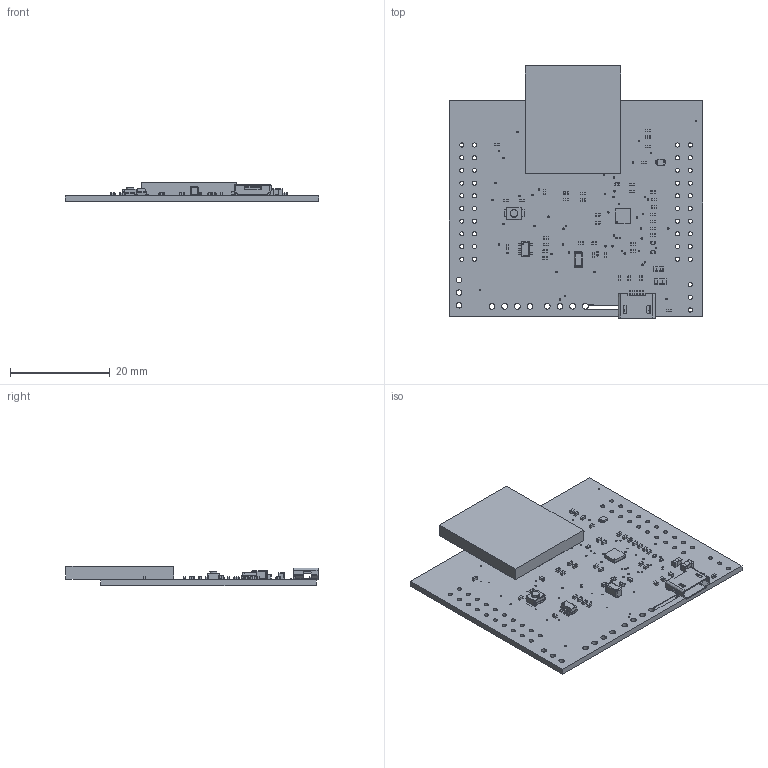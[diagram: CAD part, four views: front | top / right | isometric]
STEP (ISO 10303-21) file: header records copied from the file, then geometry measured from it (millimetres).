
FILE_DESCRIPTION(('for Geomagic Design'),'2;1');
FILE_NAME('ATRI-BOOSTERPACK.step','2021-11-07T16:18:02',('Lenovo'),(''), 'Open CASCADE STEP processor 6.6','DipTrace','Unknown');
FILE_SCHEMA(('AUTOMOTIVE_DESIGN { 1 0 10303 214 1 1 1 1 }'));
Length unit declared in the file: millimetre
Products named in the file (100): PCB_ATRI-BOOSTERPACK; Board_ATRI-BOOSTERPACK; Cap_0402; SHELL; TLV75733PDBVR; INP1010-A1-ITP; Micro_USB; LED_0402; CAP__0603; B3U-1000PM; CP2102N-A02-GQFN20R--3DModel-STEP-56544
Assembly tree (138 placements, depth 3):
  PCB_ATRI-BOOSTERPACK
    Board_ATRI-BOOSTERPACK
    Cap_0402
      SHELL
      SHELL
      SHELL
    Cap_0402  x38
      SHELL
      SHELL
      SHELL
    Cap_0402
      SHELL
      SHELL
      SHELL
    TLV75733PDBVR
      SHELL
      SHELL
      SHELL
      SHELL
      SHELL
      SHELL
    INP1010-A1-ITP
      SHELL
      SHELL
      SHELL
      SHELL
      SHELL
      SHELL
      SHELL
      SHELL
      SHELL
      SHELL
      SHELL
      SHELL
      SHELL
      SHELL
      SHELL
      SHELL
      SHELL
      SHELL
      SHELL
      SHELL
      SHELL
      SHELL
      SHELL
      SHELL
      SHELL
      SHELL
      SHELL
    Micro_USB
    LED_0402
      SHELL
      SHELL
      SHELL
      SHELL
      SHELL
      SHELL
      SHELL
    LED_0402  x3
      SHELL
Bounding box: 50.77 x 50.46 x 3.9 mm (x, y, z)
Volume: 2617.1 mm3; surface area: 6456.1 mm2
Topology: 2 solids, 214 shells, 3423 faces, 8242 edges, 4902 vertices
Faces by surface type: plane 1822, cylinder 1245, sphere 334, extrusion 10, bspline 8, cone 4
Full cylindrical faces by diameter (mm): 0.2 x1, 0.3 x64, 0.6 x1, 0.75 x2, 0.83 x43, 1.1 x3, 1.15 x8
Entity records: 56349 total; most frequent: CARTESIAN_POINT 8534, DIRECTION 7905, ORIENTED_EDGE 7620, EDGE_CURVE 3810, VECTOR 2849, LINE 2839, AXIS2_PLACEMENT_3D 2528, VERTEX_POINT 2470
